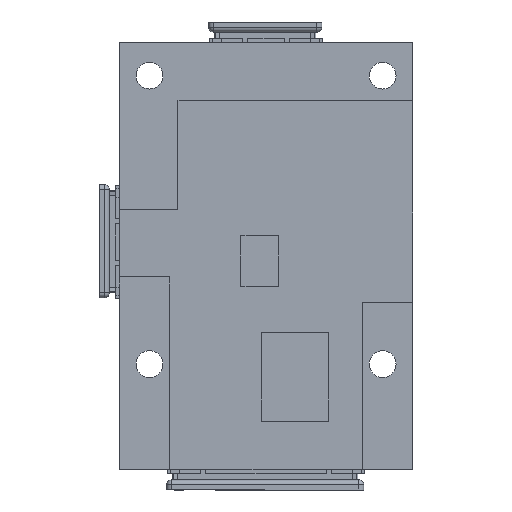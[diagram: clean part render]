
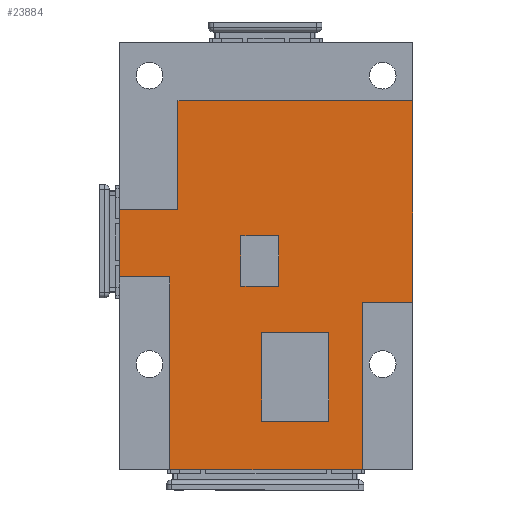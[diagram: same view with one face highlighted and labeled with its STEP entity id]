
A CAD part, front view. The second image highlights one B-rep face of the part: STEP entity #23884.
In plain terms, the highlighted planar face has unit normal (0, -1, 0).
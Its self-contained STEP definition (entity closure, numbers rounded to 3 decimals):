
#206=FACE_BOUND('',#1723,.T.);
#207=FACE_BOUND('',#1724,.T.);
#412=FACE_OUTER_BOUND('',#1722,.T.);
#1722=EDGE_LOOP('',(#15748,#15749,#15750,#15751,#15752,#15753,#15754,#15755,
#15756,#15757));
#1723=EDGE_LOOP('',(#15758,#15759,#15760,#15761));
#1724=EDGE_LOOP('',(#15762,#15763,#15764,#15765));
#3042=LINE('',#33057,#6426);
#3046=LINE('',#33065,#6430);
#3049=LINE('',#33071,#6433);
#3055=LINE('',#33088,#6439);
#3059=LINE('',#33096,#6443);
#3064=LINE('',#33109,#6448);
#3068=LINE('',#33117,#6452);
#3073=LINE('',#33130,#6457);
#3077=LINE('',#33138,#6461);
#3080=LINE('',#33144,#6464);
#3083=LINE('',#33149,#6467);
#3085=LINE('',#33155,#6469);
#3089=LINE('',#33163,#6473);
#3092=LINE('',#33169,#6476);
#3095=LINE('',#33174,#6479);
#3128=LINE('',#33249,#6512);
#3131=LINE('',#33254,#6515);
#3134=LINE('',#33259,#6518);
#6426=VECTOR('',#26772,10.);
#6430=VECTOR('',#26778,10.);
#6433=VECTOR('',#26783,10.);
#6439=VECTOR('',#26797,10.);
#6443=VECTOR('',#26803,10.);
#6448=VECTOR('',#26814,10.);
#6452=VECTOR('',#26820,10.);
#6457=VECTOR('',#26831,10.);
#6461=VECTOR('',#26837,10.);
#6464=VECTOR('',#26842,10.);
#6467=VECTOR('',#26847,10.);
#6469=VECTOR('',#26853,10.);
#6473=VECTOR('',#26859,10.);
#6476=VECTOR('',#26864,10.);
#6479=VECTOR('',#26869,10.);
#6512=VECTOR('',#26942,10.);
#6515=VECTOR('',#26947,10.);
#6518=VECTOR('',#26952,10.);
#9810=VERTEX_POINT('',#33055);
#9811=VERTEX_POINT('',#33056);
#9814=VERTEX_POINT('',#33064);
#9816=VERTEX_POINT('',#33070);
#9822=VERTEX_POINT('',#33086);
#9823=VERTEX_POINT('',#33087);
#9826=VERTEX_POINT('',#33095);
#9830=VERTEX_POINT('',#33107);
#9831=VERTEX_POINT('',#33108);
#9834=VERTEX_POINT('',#33116);
#9838=VERTEX_POINT('',#33128);
#9839=VERTEX_POINT('',#33129);
#9842=VERTEX_POINT('',#33137);
#9844=VERTEX_POINT('',#33143);
#9846=VERTEX_POINT('',#33153);
#9847=VERTEX_POINT('',#33154);
#9850=VERTEX_POINT('',#33162);
#9852=VERTEX_POINT('',#33168);
#12062=EDGE_CURVE('',#9810,#9811,#3042,.T.);
#12066=EDGE_CURVE('',#9811,#9814,#3046,.T.);
#12069=EDGE_CURVE('',#9814,#9816,#3049,.T.);
#12077=EDGE_CURVE('',#9822,#9823,#3055,.T.);
#12081=EDGE_CURVE('',#9823,#9826,#3059,.T.);
#12087=EDGE_CURVE('',#9830,#9831,#3064,.T.);
#12091=EDGE_CURVE('',#9834,#9830,#3068,.T.);
#12097=EDGE_CURVE('',#9838,#9839,#3073,.T.);
#12101=EDGE_CURVE('',#9839,#9842,#3077,.T.);
#12104=EDGE_CURVE('',#9842,#9844,#3080,.T.);
#12107=EDGE_CURVE('',#9844,#9838,#3083,.T.);
#12109=EDGE_CURVE('',#9846,#9847,#3085,.T.);
#12113=EDGE_CURVE('',#9847,#9850,#3089,.T.);
#12116=EDGE_CURVE('',#9850,#9852,#3092,.T.);
#12119=EDGE_CURVE('',#9852,#9846,#3095,.T.);
#12156=EDGE_CURVE('',#9816,#9822,#3128,.T.);
#12159=EDGE_CURVE('',#9826,#9834,#3131,.T.);
#12162=EDGE_CURVE('',#9831,#9810,#3134,.T.);
#15748=ORIENTED_EDGE('',*,*,#12069,.T.);
#15749=ORIENTED_EDGE('',*,*,#12156,.T.);
#15750=ORIENTED_EDGE('',*,*,#12077,.T.);
#15751=ORIENTED_EDGE('',*,*,#12081,.T.);
#15752=ORIENTED_EDGE('',*,*,#12159,.T.);
#15753=ORIENTED_EDGE('',*,*,#12091,.T.);
#15754=ORIENTED_EDGE('',*,*,#12087,.T.);
#15755=ORIENTED_EDGE('',*,*,#12162,.T.);
#15756=ORIENTED_EDGE('',*,*,#12062,.T.);
#15757=ORIENTED_EDGE('',*,*,#12066,.T.);
#15758=ORIENTED_EDGE('',*,*,#12097,.T.);
#15759=ORIENTED_EDGE('',*,*,#12101,.T.);
#15760=ORIENTED_EDGE('',*,*,#12104,.T.);
#15761=ORIENTED_EDGE('',*,*,#12107,.T.);
#15762=ORIENTED_EDGE('',*,*,#12109,.T.);
#15763=ORIENTED_EDGE('',*,*,#12113,.T.);
#15764=ORIENTED_EDGE('',*,*,#12116,.T.);
#15765=ORIENTED_EDGE('',*,*,#12119,.T.);
#22644=PLANE('',#25363);
#23884=ADVANCED_FACE('',(#412,#206,#207),#22644,.T.);
#25363=AXIS2_PLACEMENT_3D('',#33262,#26956,#26957);
#26772=DIRECTION('',(-1.,0.,0.));
#26778=DIRECTION('',(0.,0.,-1.));
#26783=DIRECTION('',(-1.,0.,0.));
#26797=DIRECTION('',(1.,0.,0.));
#26803=DIRECTION('',(0.,0.,-1.));
#26814=DIRECTION('',(1.,0.,0.));
#26820=DIRECTION('',(0.,0.,1.));
#26831=DIRECTION('',(-1.,0.,0.));
#26837=DIRECTION('',(0.,0.,1.));
#26842=DIRECTION('',(1.,0.,0.));
#26847=DIRECTION('',(0.,0.,-1.));
#26853=DIRECTION('',(0.,0.,-1.));
#26859=DIRECTION('',(-1.,0.,0.));
#26864=DIRECTION('',(0.,0.,1.));
#26869=DIRECTION('',(1.,0.,0.));
#26942=DIRECTION('',(0.,0.,-1.));
#26947=DIRECTION('',(1.,0.,0.));
#26952=DIRECTION('',(0.,0.,1.));
#26956=DIRECTION('center_axis',(0.,-1.,0.));
#26957=DIRECTION('ref_axis',(0.,0.,-1.));
#33055=CARTESIAN_POINT('',(8.75,0.,9.25));
#33056=CARTESIAN_POINT('',(-5.25,0.,9.25));
#33057=CARTESIAN_POINT('',(-2.625,0.,9.25));
#33064=CARTESIAN_POINT('',(-5.25,0.,2.75));
#33065=CARTESIAN_POINT('',(-5.25,0.,1.375));
#33070=CARTESIAN_POINT('',(-8.75,0.,2.75));
#33071=CARTESIAN_POINT('',(-4.375,0.,2.75));
#33086=CARTESIAN_POINT('',(-8.75,0.,-1.25));
#33087=CARTESIAN_POINT('',(-5.75,0.,-1.25));
#33088=CARTESIAN_POINT('',(-2.875,0.,-1.25));
#33095=CARTESIAN_POINT('',(-5.75,0.,-12.75));
#33096=CARTESIAN_POINT('',(-5.75,0.,-6.375));
#33107=CARTESIAN_POINT('',(5.75,0.,-2.75));
#33108=CARTESIAN_POINT('',(8.75,0.,-2.75));
#33109=CARTESIAN_POINT('',(4.375,0.,-2.75));
#33116=CARTESIAN_POINT('',(5.75,0.,-12.75));
#33117=CARTESIAN_POINT('',(5.75,0.,-1.375));
#33128=CARTESIAN_POINT('',(0.75,0.,-1.8));
#33129=CARTESIAN_POINT('',(-1.5,0.,-1.8));
#33130=CARTESIAN_POINT('',(-0.75,0.,-1.8));
#33137=CARTESIAN_POINT('',(-1.5,0.,1.2));
#33138=CARTESIAN_POINT('',(-1.5,0.,0.6));
#33143=CARTESIAN_POINT('',(0.75,0.,1.2));
#33144=CARTESIAN_POINT('',(0.375,0.,1.2));
#33149=CARTESIAN_POINT('',(0.75,0.,-0.9));
#33153=CARTESIAN_POINT('',(3.75,0.,-4.55));
#33154=CARTESIAN_POINT('',(3.75,0.,-9.85));
#33155=CARTESIAN_POINT('',(3.75,0.,-4.925));
#33162=CARTESIAN_POINT('',(-0.25,0.,-9.85));
#33163=CARTESIAN_POINT('',(-0.125,0.,-9.85));
#33168=CARTESIAN_POINT('',(-0.25,0.,-4.55));
#33169=CARTESIAN_POINT('',(-0.25,0.,-2.275));
#33174=CARTESIAN_POINT('',(1.875,0.,-4.55));
#33249=CARTESIAN_POINT('',(-8.75,0.,12.75));
#33254=CARTESIAN_POINT('',(-8.75,0.,-12.75));
#33259=CARTESIAN_POINT('',(8.75,0.,-12.75));
#33262=CARTESIAN_POINT('Origin',(0.,0.,0.));
